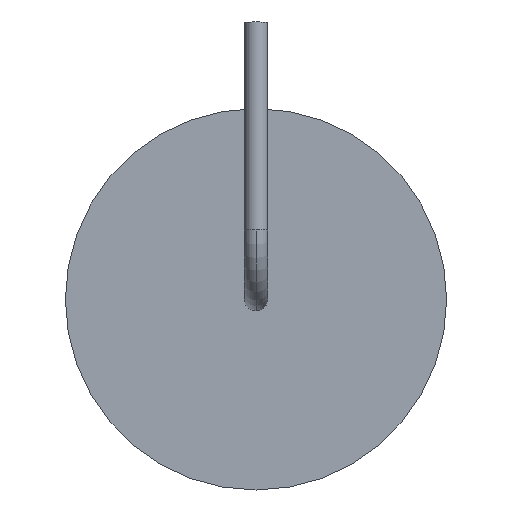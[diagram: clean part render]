
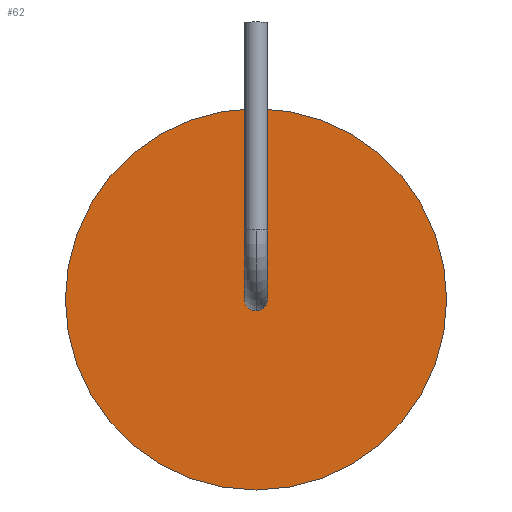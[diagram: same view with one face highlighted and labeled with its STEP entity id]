
A CAD part, front view. The second image highlights one B-rep face of the part: STEP entity #62.
In plain terms, the highlighted planar face has unit normal (0, -1, 0).
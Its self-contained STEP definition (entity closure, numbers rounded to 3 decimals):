
#62 = ADVANCED_FACE ( 'NONE', ( #339, #338 ), #335, .F. ) ;
#74 = EDGE_CURVE ( 'NONE', #102, #211, #286, .T. ) ;
#76 = EDGE_CURVE ( 'NONE', #116, #140, #268, .T. ) ;
#81 = EDGE_CURVE ( 'NONE', #211, #102, #246, .T. ) ;
#86 = EDGE_CURVE ( 'NONE', #140, #116, #283, .T. ) ;
#95 = CARTESIAN_POINT ( 'NONE',  ( 0., -23., 0. ) ) ;
#102 = VERTEX_POINT ( 'NONE', #489 ) ;
#116 = VERTEX_POINT ( 'NONE', #480 ) ;
#117 = DIRECTION ( 'NONE',  ( 0., 1., 0. ) ) ;
#119 = EDGE_LOOP ( 'NONE', ( #154, #226 ) ) ;
#131 = EDGE_LOOP ( 'NONE', ( #191, #216 ) ) ;
#140 = VERTEX_POINT ( 'NONE', #494 ) ;
#154 = ORIENTED_EDGE ( 'NONE', *, *, #86, .F. ) ;
#191 = ORIENTED_EDGE ( 'NONE', *, *, #81, .T. ) ;
#211 = VERTEX_POINT ( 'NONE', #497 ) ;
#216 = ORIENTED_EDGE ( 'NONE', *, *, #74, .T. ) ;
#225 = AXIS2_PLACEMENT_3D ( 'NONE', #350, #331, #330 ) ;
#226 = ORIENTED_EDGE ( 'NONE', *, *, #76, .F. ) ;
#246 = CIRCLE ( 'NONE', #311, 0.5 ) ;
#265 = DIRECTION ( 'NONE',  ( 0., 0., 1. ) ) ;
#268 = CIRCLE ( 'NONE', #297, 8.25 ) ;
#282 = AXIS2_PLACEMENT_3D ( 'NONE', #460, #461, #462 ) ;
#283 = CIRCLE ( 'NONE', #282, 8.25 ) ;
#286 = CIRCLE ( 'NONE', #313, 0.5 ) ;
#292 = DIRECTION ( 'NONE',  ( 0., 1., 0. ) ) ;
#297 = AXIS2_PLACEMENT_3D ( 'NONE', #328, #292, #327 ) ;
#311 = AXIS2_PLACEMENT_3D ( 'NONE', #95, #117, #265 ) ;
#313 = AXIS2_PLACEMENT_3D ( 'NONE', #563, #561, #560 ) ;
#327 = DIRECTION ( 'NONE',  ( 0., 0., 1. ) ) ;
#328 = CARTESIAN_POINT ( 'NONE',  ( 0., -23., 0. ) ) ;
#330 = DIRECTION ( 'NONE',  ( 0., 0., 1. ) ) ;
#331 = DIRECTION ( 'NONE',  ( 0., 1., 0. ) ) ;
#335 = PLANE ( 'NONE',  #225 ) ;
#338 = FACE_OUTER_BOUND ( 'NONE', #119, .T. ) ;
#339 = FACE_BOUND ( 'NONE', #131, .T. ) ;
#350 = CARTESIAN_POINT ( 'NONE',  ( 0., -23., 0. ) ) ;
#460 = CARTESIAN_POINT ( 'NONE',  ( 0., -23., 0. ) ) ;
#461 = DIRECTION ( 'NONE',  ( 0., 1., 0. ) ) ;
#462 = DIRECTION ( 'NONE',  ( 0., 0., 1. ) ) ;
#480 = CARTESIAN_POINT ( 'NONE',  ( 0., -23., 8.25 ) ) ;
#489 = CARTESIAN_POINT ( 'NONE',  ( 0., -23., -0.5 ) ) ;
#494 = CARTESIAN_POINT ( 'NONE',  ( 0., -23., -8.25 ) ) ;
#497 = CARTESIAN_POINT ( 'NONE',  ( 0., -23., 0.5 ) ) ;
#560 = DIRECTION ( 'NONE',  ( 0., 0., 1. ) ) ;
#561 = DIRECTION ( 'NONE',  ( 0., 1., 0. ) ) ;
#563 = CARTESIAN_POINT ( 'NONE',  ( 0., -23., 0. ) ) ;
